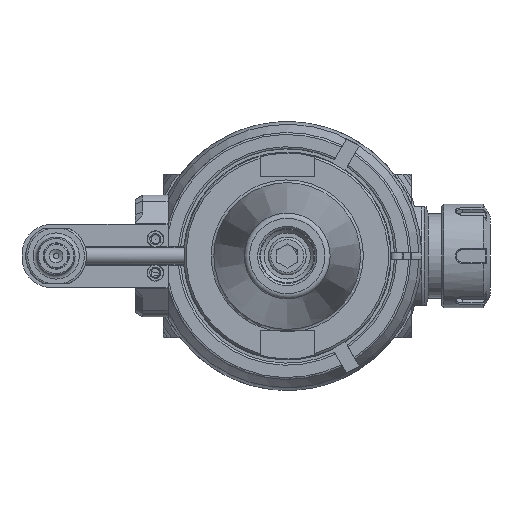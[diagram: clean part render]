
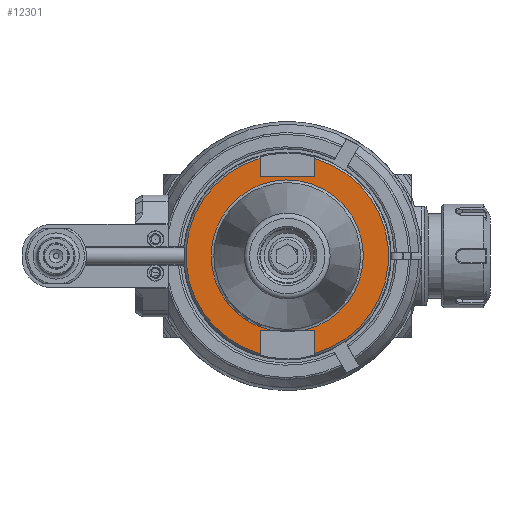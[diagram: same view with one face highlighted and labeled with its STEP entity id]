
A CAD part, left-side view. The second image highlights one B-rep face of the part: STEP entity #12301.
In plain terms, the highlighted planar face has unit normal (-1, 0, 0).
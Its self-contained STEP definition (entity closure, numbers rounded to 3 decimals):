
#856=CIRCLE('',#13244,48.225);
#857=CIRCLE('',#13245,48.225);
#858=CIRCLE('',#13246,36.225);
#859=CIRCLE('',#13247,36.225);
#1392=FACE_OUTER_BOUND('',#2076,.T.);
#2076=EDGE_LOOP('',(#8557,#8558,#8559,#8560,#8561,#8562,#8563,#8564,#8565,
#8566,#8567));
#3030=LINE('',#18435,#3978);
#3033=LINE('',#18453,#3981);
#3045=LINE('',#18498,#3993);
#3046=LINE('',#18503,#3994);
#3047=LINE('',#18506,#3995);
#3048=LINE('',#18510,#3996);
#3049=LINE('',#18512,#3997);
#3978=VECTOR('',#14646,8.734);
#3981=VECTOR('',#14661,11.147);
#3993=VECTOR('',#14707,25.908);
#3994=VECTOR('',#14712,4.846);
#3995=VECTOR('',#14715,8.734);
#3996=VECTOR('',#14718,11.147);
#3997=VECTOR('',#14719,4.846);
#4981=VERTEX_POINT('',#18432);
#4982=VERTEX_POINT('',#18434);
#4987=VERTEX_POINT('',#18450);
#4988=VERTEX_POINT('',#18452);
#5001=VERTEX_POINT('',#18496);
#5003=VERTEX_POINT('',#18502);
#5004=VERTEX_POINT('',#18505);
#5005=VERTEX_POINT('',#18507);
#5006=VERTEX_POINT('',#18509);
#5007=VERTEX_POINT('',#18511);
#5008=VERTEX_POINT('',#18513);
#6390=EDGE_CURVE('',#4981,#4982,#3030,.T.);
#6398=EDGE_CURVE('',#4987,#4988,#3033,.T.);
#6420=EDGE_CURVE('',#4981,#5001,#3045,.T.);
#6422=EDGE_CURVE('',#5003,#4988,#3046,.T.);
#6423=EDGE_CURVE('',#4987,#4982,#856,.T.);
#6424=EDGE_CURVE('',#5004,#5001,#3047,.T.);
#6425=EDGE_CURVE('',#5004,#5005,#857,.T.);
#6426=EDGE_CURVE('',#5006,#5005,#3048,.T.);
#6427=EDGE_CURVE('',#5006,#5007,#3049,.T.);
#6428=EDGE_CURVE('',#5007,#5008,#858,.T.);
#6429=EDGE_CURVE('',#5008,#5003,#859,.T.);
#8557=ORIENTED_EDGE('',*,*,#6422,.T.);
#8558=ORIENTED_EDGE('',*,*,#6398,.F.);
#8559=ORIENTED_EDGE('',*,*,#6423,.T.);
#8560=ORIENTED_EDGE('',*,*,#6390,.F.);
#8561=ORIENTED_EDGE('',*,*,#6420,.T.);
#8562=ORIENTED_EDGE('',*,*,#6424,.F.);
#8563=ORIENTED_EDGE('',*,*,#6425,.T.);
#8564=ORIENTED_EDGE('',*,*,#6426,.F.);
#8565=ORIENTED_EDGE('',*,*,#6427,.T.);
#8566=ORIENTED_EDGE('',*,*,#6428,.T.);
#8567=ORIENTED_EDGE('',*,*,#6429,.T.);
#11939=PLANE('',#13243);
#12301=ADVANCED_FACE('',(#1392),#11939,.F.);
#13243=AXIS2_PLACEMENT_3D('',#18501,#14710,#14711);
#13244=AXIS2_PLACEMENT_3D('',#18504,#14713,#14714);
#13245=AXIS2_PLACEMENT_3D('',#18508,#14716,#14717);
#13246=AXIS2_PLACEMENT_3D('',#18514,#14720,#14721);
#13247=AXIS2_PLACEMENT_3D('',#18515,#14722,#14723);
#14646=DIRECTION('',(0.,0.,1.));
#14661=DIRECTION('',(0.,0.,1.));
#14707=DIRECTION('',(0.,1.,0.));
#14710=DIRECTION('center_axis',(1.,0.,0.));
#14711=DIRECTION('ref_axis',(0.,-1.,0.));
#14712=DIRECTION('',(0.,-1.,0.));
#14713=DIRECTION('center_axis',(-1.,0.,0.));
#14714=DIRECTION('ref_axis',(0.,-0.269,-0.963));
#14715=DIRECTION('',(0.,0.,-1.));
#14716=DIRECTION('center_axis',(-1.,0.,0.));
#14717=DIRECTION('ref_axis',(0.,0.269,0.963));
#14718=DIRECTION('',(0.,0.,-1.));
#14719=DIRECTION('',(0.,-1.,0.));
#14720=DIRECTION('center_axis',(1.,0.,0.));
#14721=DIRECTION('ref_axis',(0.,-1.,0.));
#14722=DIRECTION('center_axis',(1.,0.,0.));
#14723=DIRECTION('ref_axis',(0.,-1.,0.));
#18432=CARTESIAN_POINT('',(3.175,-12.954,37.719));
#18434=CARTESIAN_POINT('',(3.175,-12.954,46.453));
#18435=CARTESIAN_POINT('',(3.175,-12.954,37.719));
#18450=CARTESIAN_POINT('',(3.175,-12.954,-46.453));
#18452=CARTESIAN_POINT('',(3.175,-12.954,-35.306));
#18453=CARTESIAN_POINT('',(3.175,-12.954,-46.453));
#18496=CARTESIAN_POINT('',(3.175,12.954,37.719));
#18498=CARTESIAN_POINT('',(3.175,-12.954,37.719));
#18501=CARTESIAN_POINT('Origin',(3.175,-42.625,0.));
#18502=CARTESIAN_POINT('',(3.175,-8.108,-35.306));
#18503=CARTESIAN_POINT('',(3.175,-8.108,-35.306));
#18504=CARTESIAN_POINT('Origin',(3.175,0.,0.));
#18505=CARTESIAN_POINT('',(3.175,12.954,46.453));
#18506=CARTESIAN_POINT('',(3.175,12.954,46.453));
#18507=CARTESIAN_POINT('',(3.175,12.954,-46.453));
#18508=CARTESIAN_POINT('Origin',(3.175,0.,0.));
#18509=CARTESIAN_POINT('',(3.175,12.954,-35.306));
#18510=CARTESIAN_POINT('',(3.175,12.954,-35.306));
#18511=CARTESIAN_POINT('',(3.175,8.108,-35.306));
#18512=CARTESIAN_POINT('',(3.175,12.954,-35.306));
#18513=CARTESIAN_POINT('',(3.175,36.225,0.));
#18514=CARTESIAN_POINT('Origin',(3.175,0.,0.));
#18515=CARTESIAN_POINT('Origin',(3.175,0.,0.));
